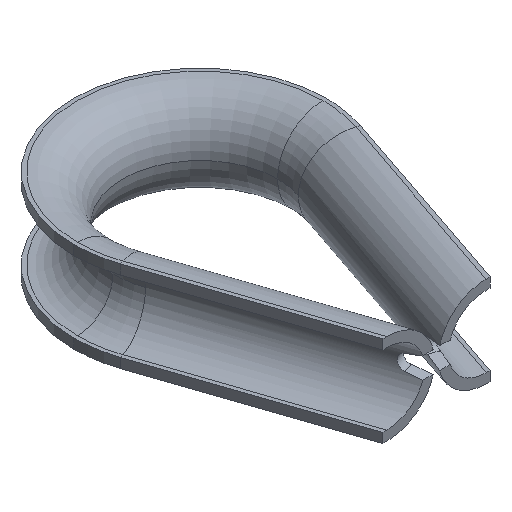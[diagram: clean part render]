
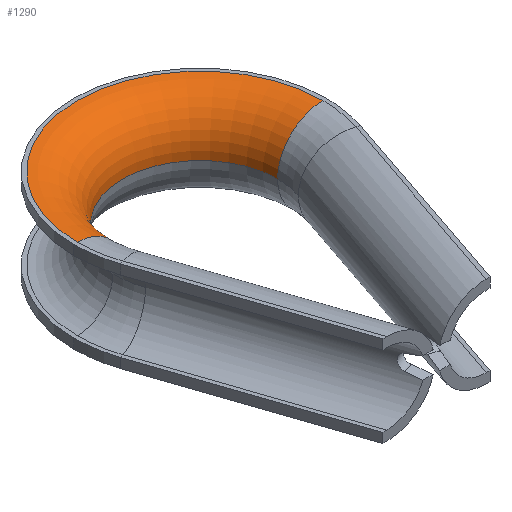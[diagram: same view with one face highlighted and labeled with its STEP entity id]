
A CAD part, isometric view. The second image highlights one B-rep face of the part: STEP entity #1290.
In plain terms, the highlighted toroidal (fillet/blend) face has major radius 10.155 mm and minor radius 3.75 mm.
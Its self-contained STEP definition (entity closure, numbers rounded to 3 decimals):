
#24 = CIRCLE ( 'NONE', #1190, 10.155 ) ;
#38 = TOROIDAL_SURFACE ( 'NONE', #662, 10.155, 3.75 ) ;
#54 = EDGE_CURVE ( 'NONE', #487, #370, #24, .T. ) ;
#224 = CIRCLE ( 'NONE', #1117, 3.75 ) ;
#249 = VERTEX_POINT ( 'NONE', #913 ) ;
#354 = CARTESIAN_POINT ( 'NONE',  ( -6.405, 0., 0. ) ) ;
#370 = VERTEX_POINT ( 'NONE', #478 ) ;
#435 = DIRECTION ( 'NONE',  ( 0., 1., 0. ) ) ;
#478 = CARTESIAN_POINT ( 'NONE',  ( 10.155, 0., 3.75 ) ) ;
#487 = VERTEX_POINT ( 'NONE', #1000 ) ;
#493 = EDGE_LOOP ( 'NONE', ( #1523, #808, #1129, #1152 ) ) ;
#512 = FACE_OUTER_BOUND ( 'NONE', #493, .T. ) ;
#529 = EDGE_CURVE ( 'NONE', #900, #249, #1276, .T. ) ;
#530 = AXIS2_PLACEMENT_3D ( 'NONE', #902, #1256, #1379 ) ;
#539 = DIRECTION ( 'NONE',  ( -0.947, -0.32, 0. ) ) ;
#608 = EDGE_CURVE ( 'NONE', #249, #370, #1442, .T. ) ;
#662 = AXIS2_PLACEMENT_3D ( 'NONE', #717, #1443, #706 ) ;
#706 = DIRECTION ( 'NONE',  ( -1., 0., 0. ) ) ;
#717 = CARTESIAN_POINT ( 'NONE',  ( 0., 0., 0. ) ) ;
#808 = ORIENTED_EDGE ( 'NONE', *, *, #529, .T. ) ;
#900 = VERTEX_POINT ( 'NONE', #354 ) ;
#902 = CARTESIAN_POINT ( 'NONE',  ( 0., 0., 0. ) ) ;
#913 = CARTESIAN_POINT ( 'NONE',  ( 6.405, 0., 0. ) ) ;
#914 = DIRECTION ( 'NONE',  ( -1., 0., 0. ) ) ;
#1000 = CARTESIAN_POINT ( 'NONE',  ( -10.155, 0., 3.75 ) ) ;
#1014 = CARTESIAN_POINT ( 'NONE',  ( 0., 0., 3.75 ) ) ;
#1117 = AXIS2_PLACEMENT_3D ( 'NONE', #1529, #1420, #1182 ) ;
#1129 = ORIENTED_EDGE ( 'NONE', *, *, #608, .T. ) ;
#1150 = EDGE_CURVE ( 'NONE', #900, #487, #224, .T. ) ;
#1152 = ORIENTED_EDGE ( 'NONE', *, *, #54, .F. ) ;
#1182 = DIRECTION ( 'NONE',  ( 0., 0., -1. ) ) ;
#1190 = AXIS2_PLACEMENT_3D ( 'NONE', #1014, #1491, #539 ) ;
#1256 = DIRECTION ( 'NONE',  ( 0., 0., -1. ) ) ;
#1276 = CIRCLE ( 'NONE', #530, 6.405 ) ;
#1290 = ADVANCED_FACE ( 'NONE', ( #512 ), #38, .T. ) ;
#1322 = AXIS2_PLACEMENT_3D ( 'NONE', #1373, #435, #914 ) ;
#1373 = CARTESIAN_POINT ( 'NONE',  ( 10.155, 0., 0. ) ) ;
#1379 = DIRECTION ( 'NONE',  ( -1., 0., 0. ) ) ;
#1420 = DIRECTION ( 'NONE',  ( 0., -1., 0. ) ) ;
#1442 = CIRCLE ( 'NONE', #1322, 3.75 ) ;
#1443 = DIRECTION ( 'NONE',  ( 0., 0., -1. ) ) ;
#1491 = DIRECTION ( 'NONE',  ( 0., 0., -1. ) ) ;
#1523 = ORIENTED_EDGE ( 'NONE', *, *, #1150, .F. ) ;
#1529 = CARTESIAN_POINT ( 'NONE',  ( -10.155, 0., 0. ) ) ;
